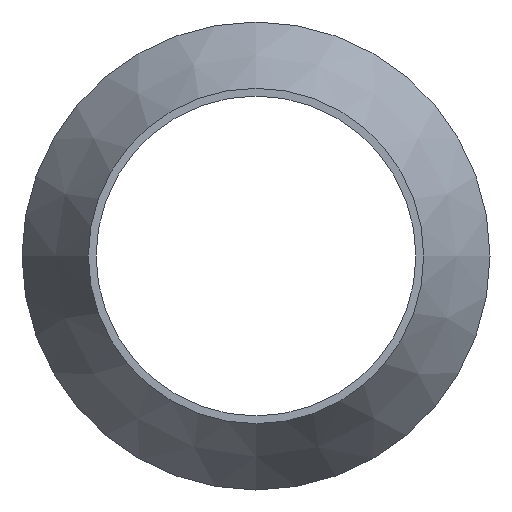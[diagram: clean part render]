
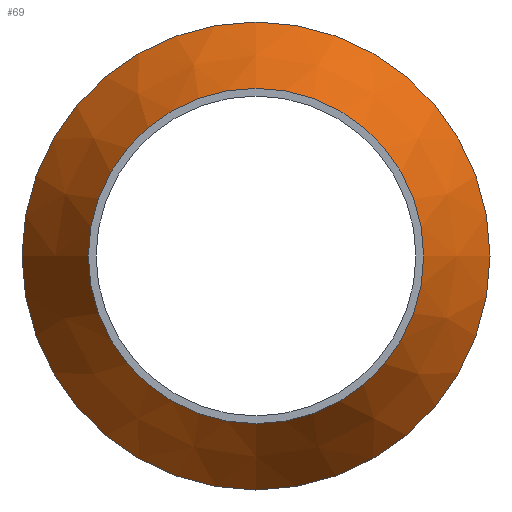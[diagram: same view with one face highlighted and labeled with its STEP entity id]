
A CAD part, left-side view. The second image highlights one B-rep face of the part: STEP entity #69.
In plain terms, the highlighted conical face has half-angle 30 degrees and reference radius 3 mm.
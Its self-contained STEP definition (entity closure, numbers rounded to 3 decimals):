
#4 = DIRECTION ( 'NONE',  ( 0., 0., 1. ) ) ;
#24 = CARTESIAN_POINT ( 'NONE',  ( -1.028, 0., 0. ) ) ;
#35 = CONICAL_SURFACE ( 'NONE', #230, 3., 0.524 ) ;
#48 = CARTESIAN_POINT ( 'NONE',  ( -1.028, 0., 0. ) ) ;
#54 = EDGE_LOOP ( 'NONE', ( #238 ) ) ;
#69 = ADVANCED_FACE ( 'NONE', ( #123, #264 ), #35, .T. ) ;
#87 = CIRCLE ( 'NONE', #88, 3. ) ;
#88 = AXIS2_PLACEMENT_3D ( 'NONE', #24, #112, #92 ) ;
#92 = DIRECTION ( 'NONE',  ( 0., 0., 1. ) ) ;
#103 = VERTEX_POINT ( 'NONE', #114 ) ;
#112 = DIRECTION ( 'NONE',  ( -1., 0., 0. ) ) ;
#114 = CARTESIAN_POINT ( 'NONE',  ( -2.5, 0., 2.15 ) ) ;
#123 = FACE_BOUND ( 'NONE', #196, .T. ) ;
#132 = CARTESIAN_POINT ( 'NONE',  ( -1.028, 0., 3. ) ) ;
#157 = DIRECTION ( 'NONE',  ( -1., 0., 0. ) ) ;
#170 = EDGE_CURVE ( 'NONE', #103, #103, #214, .T. ) ;
#181 = DIRECTION ( 'NONE',  ( 1., 0., 0. ) ) ;
#187 = AXIS2_PLACEMENT_3D ( 'NONE', #197, #157, #4 ) ;
#196 = EDGE_LOOP ( 'NONE', ( #263 ) ) ;
#197 = CARTESIAN_POINT ( 'NONE',  ( -2.5, 0., 0. ) ) ;
#201 = DIRECTION ( 'NONE',  ( 0., 0., -1. ) ) ;
#209 = EDGE_CURVE ( 'NONE', #247, #247, #87, .T. ) ;
#214 = CIRCLE ( 'NONE', #187, 2.15 ) ;
#230 = AXIS2_PLACEMENT_3D ( 'NONE', #48, #181, #201 ) ;
#238 = ORIENTED_EDGE ( 'NONE', *, *, #209, .T. ) ;
#247 = VERTEX_POINT ( 'NONE', #132 ) ;
#263 = ORIENTED_EDGE ( 'NONE', *, *, #170, .F. ) ;
#264 = FACE_OUTER_BOUND ( 'NONE', #54, .T. ) ;
